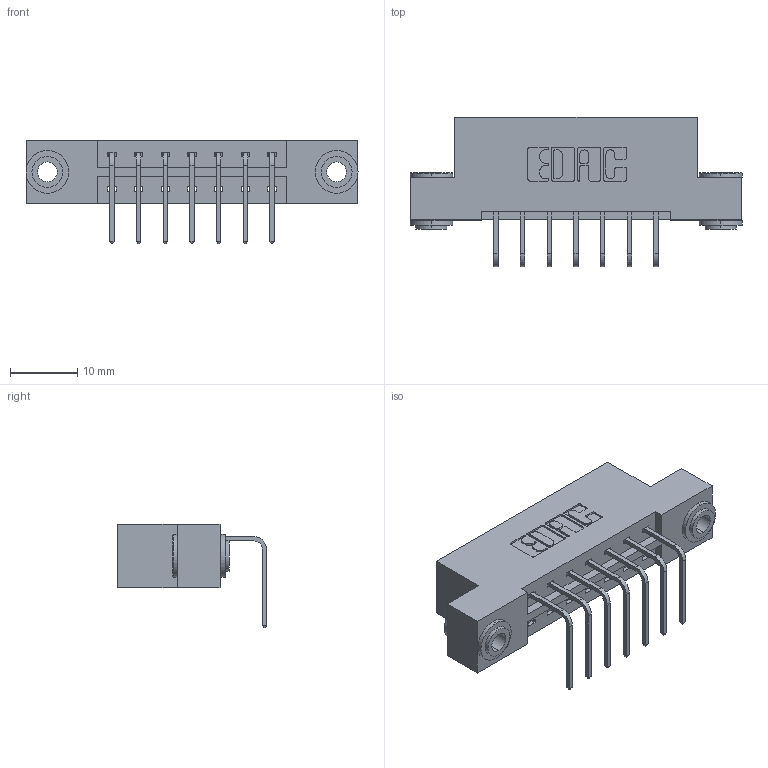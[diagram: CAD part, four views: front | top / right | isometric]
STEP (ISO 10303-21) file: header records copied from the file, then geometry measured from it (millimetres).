
FILE_DESCRIPTION (( 'STEP AP203' ), '1' );
FILE_NAME ('833-007-558-103.STEP', '2020-05-30T15:20:57', ( '' ), ( '' ), 'SwSTEP 2.0', 'SolidWorks 2020', '' );
FILE_SCHEMA (( 'CONFIG_CONTROL_DESIGN' ));
Length unit declared in the file: inch
Products named in the file (4): 833 Part_Flush - .156 Dia - TH; 345-292-001_558 Tail - 2; 345-250-002_345-250-002-102; 833-007-558-103
Assembly tree (10 placements, depth 2):
  833-007-558-103
    833 Part_Flush - .156 Dia - TH
    345-292-001_558 Tail - 2  x7
    345-250-002_345-250-002-102  x2
Bounding box: 49.28 x 22.17 x 15.37 mm (x, y, z)
Volume: 4700.3 mm3; surface area: 5227.1 mm2
Topology: 10 solids, 10 shells, 572 faces, 1661 edges, 1094 vertices
Faces by surface type: plane 388, cylinder 176, cone 8
Entity records: 9540 total; most frequent: CARTESIAN_POINT 1630, ORIENTED_EDGE 1566, DIRECTION 1479, EDGE_CURVE 783, LINE 631, VECTOR 631, VERTEX_POINT 518, AXIS2_PLACEMENT_3D 424
